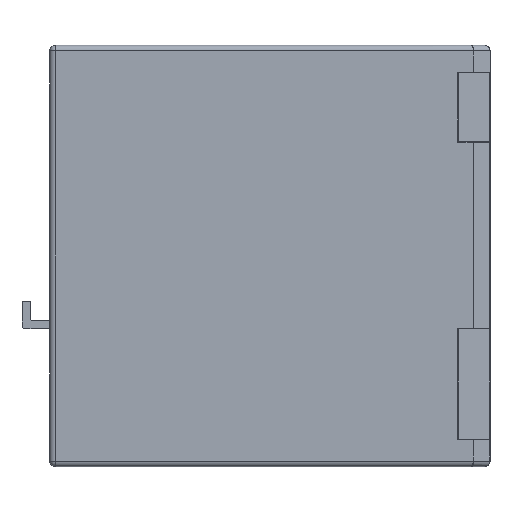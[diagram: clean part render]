
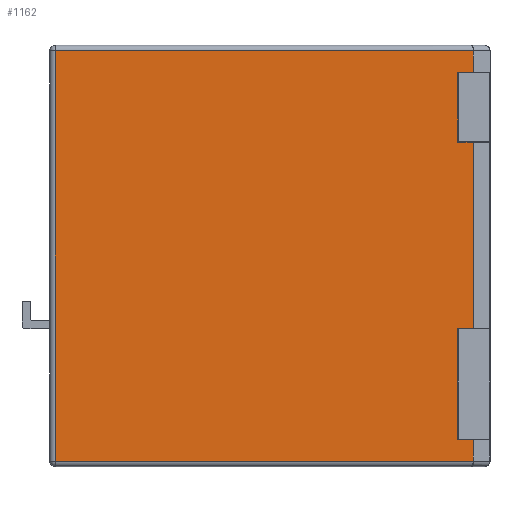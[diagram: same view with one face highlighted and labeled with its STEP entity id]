
A CAD part, front view. The second image highlights one B-rep face of the part: STEP entity #1162.
In plain terms, the highlighted planar face has unit normal (0, -1, 0).
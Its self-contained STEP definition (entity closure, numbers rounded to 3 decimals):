
#73=DIRECTION('',(-1.,0.,0.));
#74=VECTOR('',#73,152.);
#75=CARTESIAN_POINT('',(154.,0.,-2.));
#76=LINE('',#75,#74);
#77=DIRECTION('',(0.,0.,1.));
#78=VECTOR('',#77,7.8);
#79=CARTESIAN_POINT('',(154.,0.,-9.8));
#80=LINE('',#79,#78);
#81=DIRECTION('',(1.,0.,0.));
#82=VECTOR('',#81,5.74);
#83=CARTESIAN_POINT('',(148.26,0.,-9.8));
#84=LINE('',#83,#82);
#85=DIRECTION('',(0.,0.,1.));
#86=VECTOR('',#85,25.4);
#87=CARTESIAN_POINT('',(148.26,0.,-35.2));
#88=LINE('',#87,#86);
#89=DIRECTION('',(-1.,0.,0.));
#90=VECTOR('',#89,5.657);
#91=CARTESIAN_POINT('',(153.917,0.,-35.2));
#92=LINE('',#91,#90);
#93=DIRECTION('',(0.,0.,1.));
#94=VECTOR('',#93,67.6);
#95=CARTESIAN_POINT('',(153.917,0.,-102.8));
#96=LINE('',#95,#94);
#97=DIRECTION('',(1.,0.,0.));
#98=VECTOR('',#97,5.657);
#99=CARTESIAN_POINT('',(148.26,0.,-102.8));
#100=LINE('',#99,#98);
#101=DIRECTION('',(0.,0.,1.));
#102=VECTOR('',#101,40.4);
#103=CARTESIAN_POINT('',(148.26,0.,-143.2));
#104=LINE('',#103,#102);
#105=DIRECTION('',(-1.,0.,0.));
#106=VECTOR('',#105,5.657);
#107=CARTESIAN_POINT('',(153.917,0.,-143.2));
#108=LINE('',#107,#106);
#109=DIRECTION('',(0.,0.,1.));
#110=VECTOR('',#109,7.8);
#111=CARTESIAN_POINT('',(153.917,0.,-151.));
#112=LINE('',#111,#110);
#113=DIRECTION('',(1.,0.,0.));
#114=VECTOR('',#113,151.917);
#115=CARTESIAN_POINT('',(2.,0.,-151.));
#116=LINE('',#115,#114);
#117=DIRECTION('',(0.,0.,-1.));
#118=VECTOR('',#117,149.);
#119=CARTESIAN_POINT('',(2.,0.,-2.));
#120=LINE('',#119,#118);
#1003=CARTESIAN_POINT('',(154.,0.,-2.));
#1004=CARTESIAN_POINT('',(2.,0.,-2.));
#1005=VERTEX_POINT('',#1003);
#1006=VERTEX_POINT('',#1004);
#1029=CARTESIAN_POINT('',(153.917,0.,-35.2));
#1030=CARTESIAN_POINT('',(148.26,0.,-35.2));
#1031=VERTEX_POINT('',#1029);
#1032=VERTEX_POINT('',#1030);
#1033=CARTESIAN_POINT('',(148.26,0.,-9.8));
#1034=VERTEX_POINT('',#1033);
#1039=CARTESIAN_POINT('',(154.,0.,-9.8));
#1040=VERTEX_POINT('',#1039);
#1059=CARTESIAN_POINT('',(153.917,0.,-102.8));
#1060=VERTEX_POINT('',#1059);
#1071=CARTESIAN_POINT('',(153.917,0.,
-151.));
#1072=CARTESIAN_POINT('',(153.917,0.,-143.2));
#1073=VERTEX_POINT('',#1071);
#1074=VERTEX_POINT('',#1072);
#1083=CARTESIAN_POINT('',(148.26,0.,-143.2));
#1084=VERTEX_POINT('',#1083);
#1085=CARTESIAN_POINT('',(148.26,0.,-102.8));
#1086=VERTEX_POINT('',#1085);
#1121=CARTESIAN_POINT('',(2.,0.,-151.));
#1122=VERTEX_POINT('',#1121);
#1131=CARTESIAN_POINT('',(0.,0.,0.));
#1132=DIRECTION('',(0.,1.,0.));
#1133=DIRECTION('',(1.,0.,0.));
#1134=AXIS2_PLACEMENT_3D('',#1131,#1132,#1133);
#1135=PLANE('',#1134);
#1137=ORIENTED_EDGE('',*,*,#1136,.F.);
#1139=ORIENTED_EDGE('',*,*,#1138,.F.);
#1141=ORIENTED_EDGE('',*,*,#1140,.F.);
#1143=ORIENTED_EDGE('',*,*,#1142,.F.);
#1145=ORIENTED_EDGE('',*,*,#1144,.F.);
#1147=ORIENTED_EDGE('',*,*,#1146,.F.);
#1149=ORIENTED_EDGE('',*,*,#1148,.F.);
#1151=ORIENTED_EDGE('',*,*,#1150,.F.);
#1153=ORIENTED_EDGE('',*,*,#1152,.F.);
#1155=ORIENTED_EDGE('',*,*,#1154,.F.);
#1157=ORIENTED_EDGE('',*,*,#1156,.F.);
#1159=ORIENTED_EDGE('',*,*,#1158,.F.);
#1160=EDGE_LOOP('',(#1137,#1139,#1141,#1143,#1145,#1147,#1149,#1151,#1153,#1155,
#1157,#1159));
#1161=FACE_OUTER_BOUND('',#1160,.F.);
#1162=ADVANCED_FACE('',(#1161),#1135,.F.);
#1136=EDGE_CURVE('',#1005,#1006,#76,.T.);
#1138=EDGE_CURVE('',#1040,#1005,#80,.T.);
#1140=EDGE_CURVE('',#1034,#1040,#84,.T.);
#1142=EDGE_CURVE('',#1032,#1034,#88,.T.);
#1144=EDGE_CURVE('',#1031,#1032,#92,.T.);
#1146=EDGE_CURVE('',#1060,#1031,#96,.T.);
#1148=EDGE_CURVE('',#1086,#1060,#100,.T.);
#1150=EDGE_CURVE('',#1084,#1086,#104,.T.);
#1152=EDGE_CURVE('',#1074,#1084,#108,.T.);
#1154=EDGE_CURVE('',#1073,#1074,#112,.T.);
#1156=EDGE_CURVE('',#1122,#1073,#116,.T.);
#1158=EDGE_CURVE('',#1006,#1122,#120,.T.);
